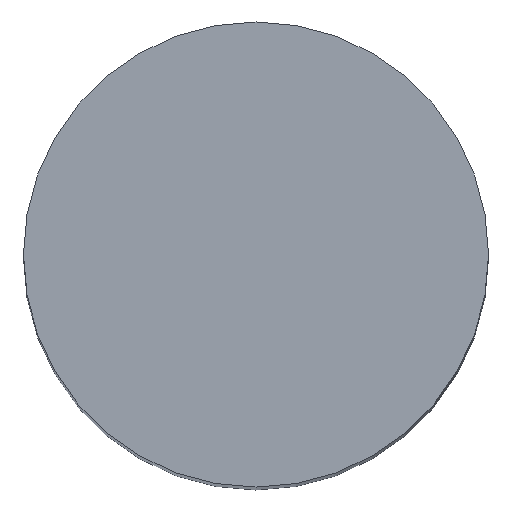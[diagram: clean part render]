
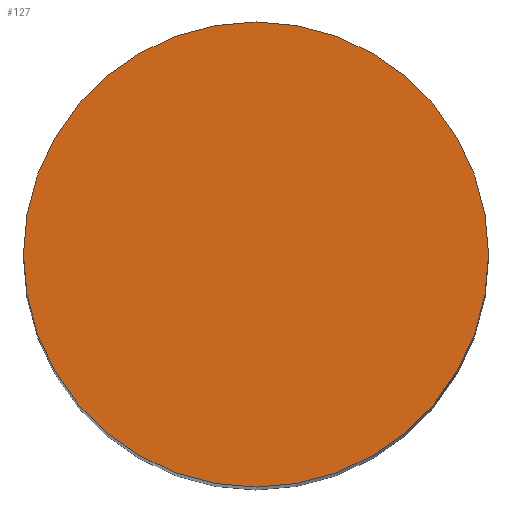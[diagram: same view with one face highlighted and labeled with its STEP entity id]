
A CAD part, top view. The second image highlights one B-rep face of the part: STEP entity #127.
In plain terms, the highlighted planar face has unit normal (0, 0, 1).
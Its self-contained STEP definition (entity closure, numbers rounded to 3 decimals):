
#103=EDGE_CURVE('240[2]',#274,#274,#275,.T.);
#127=ADVANCED_FACE('240[2]',(#311),#312,.T.);
#274=VERTEX_POINT('',#496);
#275=CIRCLE('',#497,5.0);
#311=FACE_OUTER_BOUND('',#542,.T.);
#312=PLANE('',#543);
#496=CARTESIAN_POINT('',(0.,-5.0,0.));
#497=AXIS2_PLACEMENT_3D('',#843,#844,#845);
#542=EDGE_LOOP('',(#892));
#543=AXIS2_PLACEMENT_3D('',#893,#894,#895);
#843=CARTESIAN_POINT('',(0.0,0.0,0.0));
#844=DIRECTION('',(0.,0.,1.0));
#845=DIRECTION('',(0.,-1.0,0.));
#892=ORIENTED_EDGE('',*,*,#103,.T.);
#893=CARTESIAN_POINT('',(0.,-2.5,0.));
#894=DIRECTION('',(0.,0.,1.0));
#895=DIRECTION('',(-1.0,0.,0.0));
